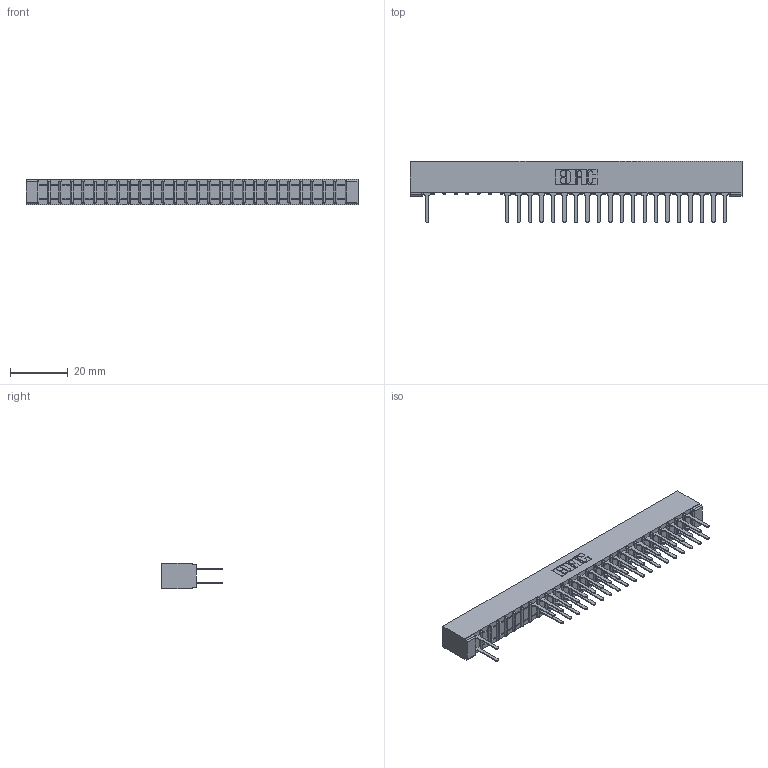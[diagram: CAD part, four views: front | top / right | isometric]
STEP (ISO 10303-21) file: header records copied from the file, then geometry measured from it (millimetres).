
FILE_DESCRIPTION (( 'STEP AP203' ), '1' );
FILE_NAME ('307-054-522-201.STEP', '2018-08-06T05:50:32', ( '' ), ( '' ), 'SwSTEP 2.0', 'SolidWorks 2016', '' );
FILE_SCHEMA (( 'CONFIG_CONTROL_DESIGN' ));
Length unit declared in the file: inch
Products named in the file (3): 307 Part_No Mounting Lugs; 307-290-001_522; 307-054-522-201
Assembly tree (42 placements, depth 2):
  307-054-522-201
    307 Part_No Mounting Lugs
    307-290-001_522  x41
Bounding box: 114.86 x 21.11 x 8.71 mm (x, y, z)
Volume: 7665.5 mm3; surface area: 13738.9 mm2
Topology: 42 solids, 42 shells, 2154 faces, 6045 edges, 3898 vertices
Faces by surface type: plane 1415, cylinder 683, sphere 56
Entity records: 25134 total; most frequent: CARTESIAN_POINT 4166, ORIENTED_EDGE 4138, DIRECTION 4073, EDGE_CURVE 2069, LINE 1583, VECTOR 1583, VERTEX_POINT 1338, AXIS2_PLACEMENT_3D 1245
